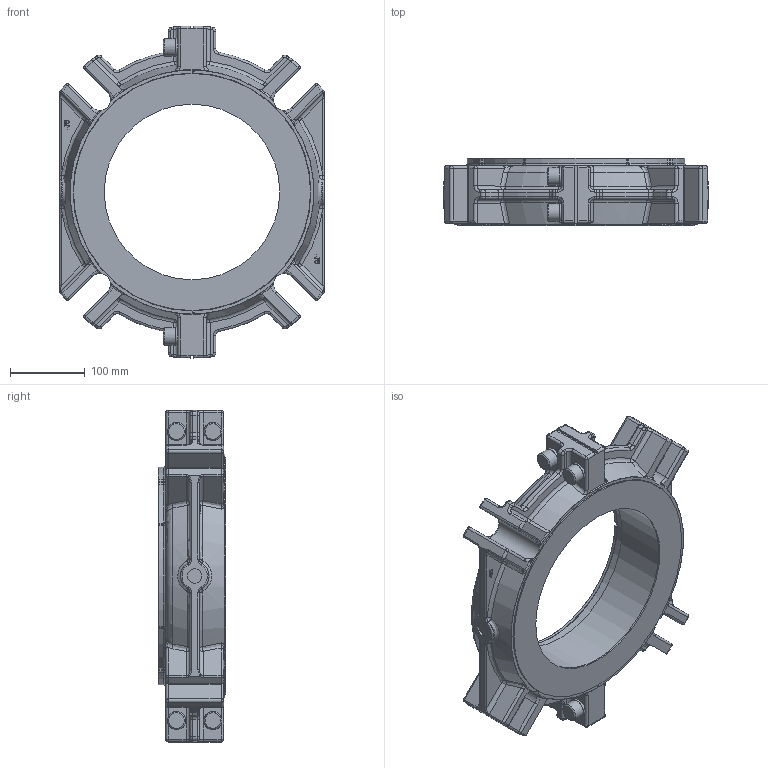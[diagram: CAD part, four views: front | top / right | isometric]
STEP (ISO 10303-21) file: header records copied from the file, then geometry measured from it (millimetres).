
FILE_DESCRIPTION(/* description */ ('Unknown'),/* implementation_level */ '2;1');
FILE_NAME(/* name */ '9.250 RDSX -76 SEAL ARRANGEMENT',/* time_stamp */ '2023-02-22T10:29:36-05:00',/* author */ ('Unknown'),/* organization */ ('Unknown'),/* preprocessor_version */ 'ST-DEVELOPER v16.7',/* originating_system */ 'Solid Edge',/* authorisation */ 'Unknown');
FILE_SCHEMA (('AUTOMOTIVE_DESIGN {1 0 10303 214 3 1 1}'));
Length unit declared in the file: millimetre
Products named in the file (1): 3209518
Bounding box: 354.06 x 89.99 x 444.47 mm (x, y, z)
Volume: 4883936 mm3; surface area: 384022.6 mm2
Topology: 1 solids, 3 shells, 871 faces, 2103 edges, 1207 vertices
Faces by surface type: cylinder 240, torus 194, bspline 190, plane 163, sphere 60, cone 24
Full cylindrical faces by diameter (mm): 11.989 x2, 16 x4, 19.263 x2, 24 x4, 234.95 x1, 235.128 x1, 244.475 x1, 317.5 x1
Entity records: 27820 total; most frequent: CARTESIAN_POINT 9040, ORIENTED_EDGE 4022, DIRECTION 3884, EDGE_CURVE 2011, AXIS2_PLACEMENT_3D 1659, VERTEX_POINT 1179, CIRCLE 961, EDGE_LOOP 914
